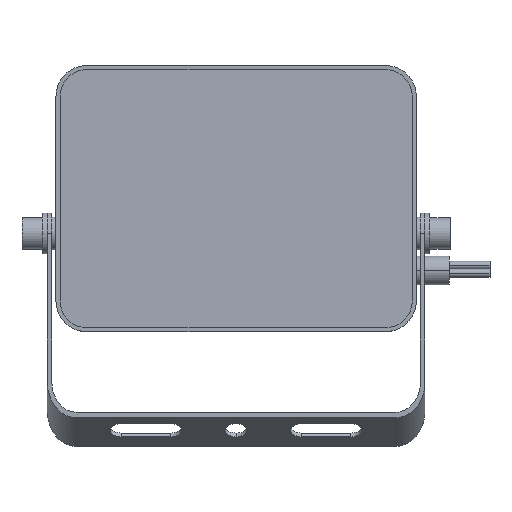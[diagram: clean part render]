
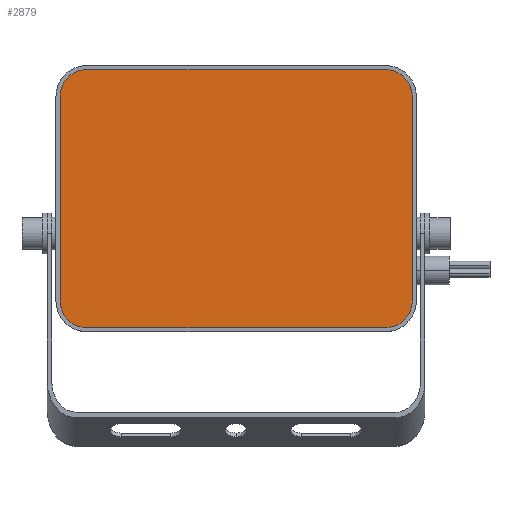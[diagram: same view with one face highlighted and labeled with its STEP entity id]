
A CAD part, top view. The second image highlights one B-rep face of the part: STEP entity #2879.
In plain terms, the highlighted planar face has unit normal (0, 0, 1).
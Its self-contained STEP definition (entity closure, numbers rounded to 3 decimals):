
#85 = VECTOR ( 'NONE', #10411, 1000. ) ;
#560 = CARTESIAN_POINT ( 'NONE',  ( 36.5, 31.5, 0. ) ) ;
#926 = ORIENTED_EDGE ( 'NONE', *, *, #10529, .T. ) ;
#1200 = ORIENTED_EDGE ( 'NONE', *, *, #2020, .T. ) ;
#1396 = ORIENTED_EDGE ( 'NONE', *, *, #6118, .T. ) ;
#1694 = FACE_OUTER_BOUND ( 'NONE', #8476, .T. ) ;
#2015 = DIRECTION ( 'NONE',  ( 1., 0., 0. ) ) ;
#2020 = EDGE_CURVE ( 'NONE', #6720, #12463, #8919, .T. ) ;
#2443 = CARTESIAN_POINT ( 'NONE',  ( -36.5, -31.5, 0. ) ) ;
#2486 = EDGE_CURVE ( 'NONE', #4156, #3063, #5844, .T. ) ;
#2702 = EDGE_CURVE ( 'NONE', #3063, #13675, #3290, .T. ) ;
#2879 = ADVANCED_FACE ( 'NONE', ( #1694 ), #13146, .T. ) ;
#2994 = EDGE_CURVE ( 'NONE', #8745, #5838, #3484, .T. ) ;
#3025 = VECTOR ( 'NONE', #14092, 1000. ) ;
#3063 = VERTEX_POINT ( 'NONE', #7902 ) ;
#3234 = EDGE_CURVE ( 'NONE', #13675, #8745, #4878, .T. ) ;
#3290 = LINE ( 'NONE', #2443, #13102 ) ;
#3339 = AXIS2_PLACEMENT_3D ( 'NONE', #4905, #4887, #4865 ) ;
#3484 = LINE ( 'NONE', #10942, #85 ) ;
#3644 = CARTESIAN_POINT ( 'NONE',  ( 36.5, -31.5, 0. ) ) ;
#3746 = VERTEX_POINT ( 'NONE', #560 ) ;
#4156 = VERTEX_POINT ( 'NONE', #11119 ) ;
#4865 = DIRECTION ( 'NONE',  ( 1., 0., 0. ) ) ;
#4878 = CIRCLE ( 'NONE', #6772, 6.5 ) ;
#4887 = DIRECTION ( 'NONE',  ( 0., 0., 1. ) ) ;
#4905 = CARTESIAN_POINT ( 'NONE',  ( -36.5, -25., 0. ) ) ;
#4970 = AXIS2_PLACEMENT_3D ( 'NONE', #15832, #15786, #15771 ) ;
#5490 = DIRECTION ( 'NONE',  ( 1., 0., 0. ) ) ;
#5511 = DIRECTION ( 'NONE',  ( 0., 0., 1. ) ) ;
#5553 = CARTESIAN_POINT ( 'NONE',  ( 36.5, 25., 0. ) ) ;
#5838 = VERTEX_POINT ( 'NONE', #9481 ) ;
#5844 = CIRCLE ( 'NONE', #3339, 6.5 ) ;
#6118 = EDGE_CURVE ( 'NONE', #5838, #3746, #15038, .T. ) ;
#6720 = VERTEX_POINT ( 'NONE', #13594 ) ;
#6772 = AXIS2_PLACEMENT_3D ( 'NONE', #15725, #15672, #15660 ) ;
#7720 = AXIS2_PLACEMENT_3D ( 'NONE', #16073, #12989, #12945 ) ;
#7902 = CARTESIAN_POINT ( 'NONE',  ( -36.5, -31.5, 0. ) ) ;
#8089 = AXIS2_PLACEMENT_3D ( 'NONE', #5553, #5511, #5490 ) ;
#8341 = ORIENTED_EDGE ( 'NONE', *, *, #2486, .T. ) ;
#8393 = ORIENTED_EDGE ( 'NONE', *, *, #2702, .T. ) ;
#8476 = EDGE_LOOP ( 'NONE', ( #8341, #8393, #13000, #14604, #1396, #9828, #1200, #926 ) ) ;
#8745 = VERTEX_POINT ( 'NONE', #16341 ) ;
#8919 = CIRCLE ( 'NONE', #4970, 6.5 ) ;
#9481 = CARTESIAN_POINT ( 'NONE',  ( 43., 25., 0. ) ) ;
#9828 = ORIENTED_EDGE ( 'NONE', *, *, #10677, .T. ) ;
#10411 = DIRECTION ( 'NONE',  ( 0., 1., 0. ) ) ;
#10529 = EDGE_CURVE ( 'NONE', #12463, #4156, #14864, .T. ) ;
#10677 = EDGE_CURVE ( 'NONE', #3746, #6720, #10679, .T. ) ;
#10679 = LINE ( 'NONE', #14076, #3025 ) ;
#10942 = CARTESIAN_POINT ( 'NONE',  ( 43., -25., 0. ) ) ;
#11119 = CARTESIAN_POINT ( 'NONE',  ( -43., -25., 0. ) ) ;
#11468 = VECTOR ( 'NONE', #15186, 1000. ) ;
#12463 = VERTEX_POINT ( 'NONE', #16294 ) ;
#12945 = DIRECTION ( 'NONE',  ( 1., 0., 0. ) ) ;
#12989 = DIRECTION ( 'NONE',  ( 0., 0., 1. ) ) ;
#13000 = ORIENTED_EDGE ( 'NONE', *, *, #3234, .T. ) ;
#13102 = VECTOR ( 'NONE', #2015, 1000. ) ;
#13146 = PLANE ( 'NONE',  #7720 ) ;
#13594 = CARTESIAN_POINT ( 'NONE',  ( -36.5, 31.5, 0. ) ) ;
#13675 = VERTEX_POINT ( 'NONE', #3644 ) ;
#14076 = CARTESIAN_POINT ( 'NONE',  ( 36.5, 31.5, 0. ) ) ;
#14092 = DIRECTION ( 'NONE',  ( -1., 0., 0. ) ) ;
#14604 = ORIENTED_EDGE ( 'NONE', *, *, #2994, .T. ) ;
#14864 = LINE ( 'NONE', #15232, #11468 ) ;
#15038 = CIRCLE ( 'NONE', #8089, 6.5 ) ;
#15186 = DIRECTION ( 'NONE',  ( 0., -1., 0. ) ) ;
#15232 = CARTESIAN_POINT ( 'NONE',  ( -43., 25., 0. ) ) ;
#15660 = DIRECTION ( 'NONE',  ( 1., 0., 0. ) ) ;
#15672 = DIRECTION ( 'NONE',  ( 0., 0., 1. ) ) ;
#15725 = CARTESIAN_POINT ( 'NONE',  ( 36.5, -25., 0. ) ) ;
#15771 = DIRECTION ( 'NONE',  ( 1., 0., 0. ) ) ;
#15786 = DIRECTION ( 'NONE',  ( 0., 0., 1. ) ) ;
#15832 = CARTESIAN_POINT ( 'NONE',  ( -36.5, 25., 0. ) ) ;
#16073 = CARTESIAN_POINT ( 'NONE',  ( -36.5, -25., 0. ) ) ;
#16294 = CARTESIAN_POINT ( 'NONE',  ( -43., 25., 0. ) ) ;
#16341 = CARTESIAN_POINT ( 'NONE',  ( 43., -25., 0. ) ) ;
